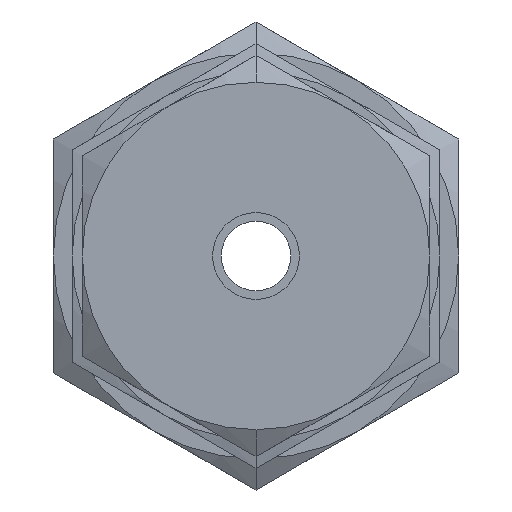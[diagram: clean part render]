
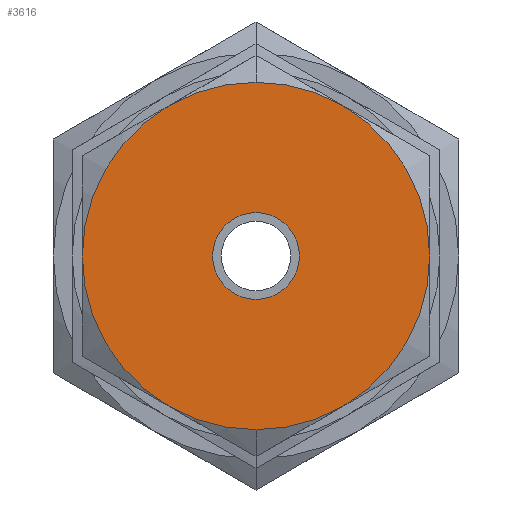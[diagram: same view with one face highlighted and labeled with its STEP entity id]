
A CAD part, left-side view. The second image highlights one B-rep face of the part: STEP entity #3616.
In plain terms, the highlighted planar face has unit normal (-1, 0, 0).
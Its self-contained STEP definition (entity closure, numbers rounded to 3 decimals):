
#742 = CIRCLE ( 'NONE', #8195, 6. ) ;
#997 = CARTESIAN_POINT ( 'NONE',  ( 0., 0., 0. ) ) ;
#1018 = FACE_OUTER_BOUND ( 'NONE', #13608, .T. ) ;
#1085 = AXIS2_PLACEMENT_3D ( 'NONE', #13116, #10990, #11842 ) ;
#1282 = CARTESIAN_POINT ( 'NONE',  ( 0., 0., 6. ) ) ;
#2126 = DIRECTION ( 'NONE',  ( 1., 0., 0. ) ) ;
#2148 = FACE_BOUND ( 'NONE', #8157, .T. ) ;
#2312 = CIRCLE ( 'NONE', #12701, 1.5 ) ;
#3250 = DIRECTION ( 'NONE',  ( 1., 0., 0. ) ) ;
#3616 = ADVANCED_FACE ( 'NONE', ( #2148, #1018 ), #8585, .T. ) ;
#3997 = VERTEX_POINT ( 'NONE', #1282 ) ;
#4047 = DIRECTION ( 'NONE',  ( 1., 0., 0. ) ) ;
#4613 = DIRECTION ( 'NONE',  ( -1., 0., 0. ) ) ;
#5375 = CIRCLE ( 'NONE', #1085, 6. ) ;
#5487 = VERTEX_POINT ( 'NONE', #6286 ) ;
#5698 = AXIS2_PLACEMENT_3D ( 'NONE', #997, #4047, #9686 ) ;
#6286 = CARTESIAN_POINT ( 'NONE',  ( 0., 0., -6. ) ) ;
#6455 = CARTESIAN_POINT ( 'NONE',  ( 0., 0., 3. ) ) ;
#7552 = DIRECTION ( 'NONE',  ( 0., 0., 1. ) ) ;
#7750 = EDGE_CURVE ( 'NONE', #10474, #12125, #12237, .T. ) ;
#7753 = EDGE_CURVE ( 'NONE', #12125, #10474, #2312, .T. ) ;
#8116 = EDGE_CURVE ( 'NONE', #3997, #5487, #742, .T. ) ;
#8157 = EDGE_LOOP ( 'NONE', ( #13256, #13696 ) ) ;
#8195 = AXIS2_PLACEMENT_3D ( 'NONE', #11573, #3250, #7552 ) ;
#8362 = DIRECTION ( 'NONE',  ( 0., 0., -1. ) ) ;
#8585 = PLANE ( 'NONE',  #9560 ) ;
#9560 = AXIS2_PLACEMENT_3D ( 'NONE', #6455, #4613, #11249 ) ;
#9686 = DIRECTION ( 'NONE',  ( 0., 0., 1. ) ) ;
#9924 = ORIENTED_EDGE ( 'NONE', *, *, #8116, .F. ) ;
#10474 = VERTEX_POINT ( 'NONE', #13839 ) ;
#10990 = DIRECTION ( 'NONE',  ( 1., 0., 0. ) ) ;
#11249 = DIRECTION ( 'NONE',  ( 0., 0., 1. ) ) ;
#11464 = EDGE_CURVE ( 'NONE', #5487, #3997, #5375, .T. ) ;
#11573 = CARTESIAN_POINT ( 'NONE',  ( 0., 0., 0. ) ) ;
#11842 = DIRECTION ( 'NONE',  ( 0., 0., -1. ) ) ;
#12125 = VERTEX_POINT ( 'NONE', #13153 ) ;
#12237 = CIRCLE ( 'NONE', #5698, 1.5 ) ;
#12701 = AXIS2_PLACEMENT_3D ( 'NONE', #12793, #2126, #8362 ) ;
#12793 = CARTESIAN_POINT ( 'NONE',  ( 0., 0., 0. ) ) ;
#12811 = ORIENTED_EDGE ( 'NONE', *, *, #11464, .F. ) ;
#13116 = CARTESIAN_POINT ( 'NONE',  ( 0., 0., 0. ) ) ;
#13153 = CARTESIAN_POINT ( 'NONE',  ( 0., 0., -1.5 ) ) ;
#13256 = ORIENTED_EDGE ( 'NONE', *, *, #7753, .T. ) ;
#13608 = EDGE_LOOP ( 'NONE', ( #9924, #12811 ) ) ;
#13696 = ORIENTED_EDGE ( 'NONE', *, *, #7750, .T. ) ;
#13839 = CARTESIAN_POINT ( 'NONE',  ( 0., 0., 1.5 ) ) ;
